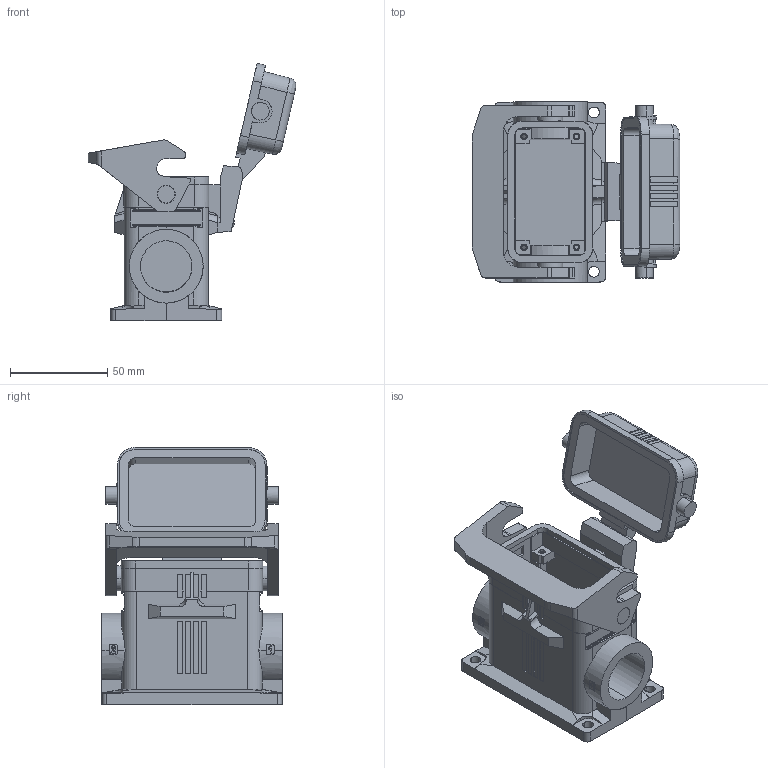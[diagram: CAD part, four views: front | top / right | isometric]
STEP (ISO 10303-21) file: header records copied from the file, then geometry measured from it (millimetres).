
FILE_DESCRIPTION(('Creo Elements/Direct Modeling STEP Export'),'2;1');
FILE_NAME('model.stp','2019-07-10T 5:21:07',(''),(''),'Creo Elements/Direct Modeling STEP processor for AP214 (Solid Model)','Creo Elements/Direct Modeling 20.1A 29-Sep-2018 (C) Parametric Technology GmbH','');
FILE_SCHEMA(('AUTOMOTIVE_DESIGN { 1 0 10303 214 1 1 1 1 }'));
Length unit declared in the file: millimetre
Products named in the file (2): HC_EVO_B10_SHWSC_2SSM32_PLRBK-select
Assembly tree (1 placements, depth 2):
  HC_EVO_B10_SHWSC_2SSM32_PLRBK-select
    HC_EVO_B10_SHWSC_2SSM32_PLRBK-select
Bounding box: 106.91 x 93 x 132.34 mm (x, y, z)
Volume: 159100 mm3; surface area: 79014.9 mm2
Topology: 1 solids, 1 shells, 634 faces, 1770 edges, 1167 vertices
Faces by surface type: plane 440, cylinder 160, cone 14, bspline 12, extrusion 6, sphere 2
Entity records: 28298 total; most frequent: CARTESIAN_POINT 7081, ORIENTED_EDGE 3540, DIRECTION 3087, EDGE_CURVE 1770, VECTOR 1243, LINE 1236, VERTEX_POINT 1167, AXIS2_PLACEMENT_3D 922
